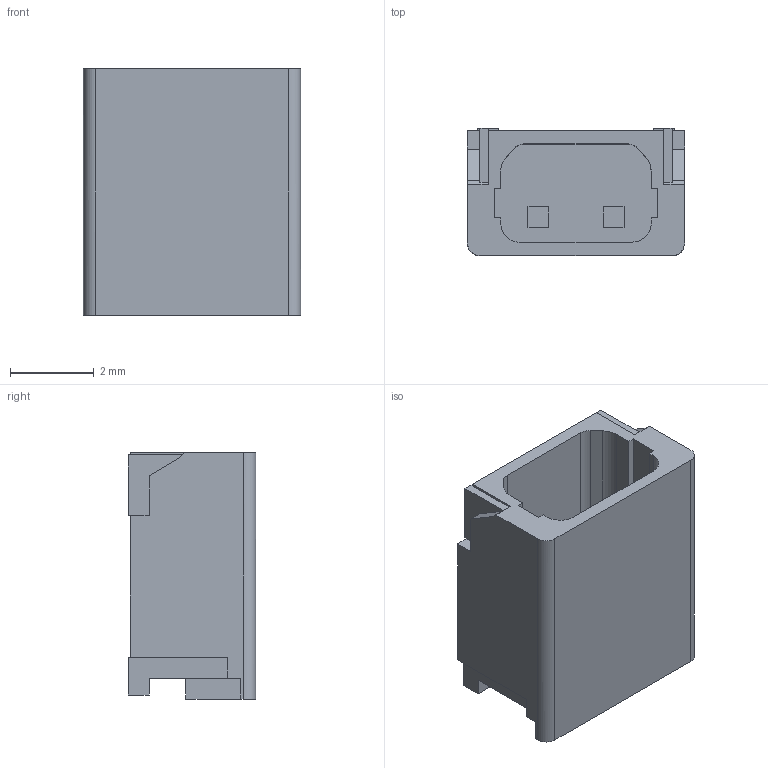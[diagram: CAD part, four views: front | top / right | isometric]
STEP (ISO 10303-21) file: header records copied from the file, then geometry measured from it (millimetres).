
FILE_DESCRIPTION(('FreeCAD Model'),'2;1');
FILE_NAME('SM02B-SFHRS-TF 01.stp','2016-01-27T22:41:21',('FreeCAD'),('FreeCAD'), 'Open CASCADE STEP processor 6.8','FreeCAD','Unknown');
FILE_SCHEMA(('AUTOMOTIVE_DESIGN_CC2 { 1 2 10303 214 -1 1 5 4 }'));
Length unit declared in the file: millimetre
Products named in the file (1): Open CASCADE STEP translator 6.8 378
Bounding box: 5.2 x 3.05 x 5.9 mm (x, y, z)
Volume: 52.4 mm3; surface area: 181.7 mm2
Topology: 1 solids, 1 shells, 89 faces, 244 edges, 160 vertices
Faces by surface type: plane 81, bspline 8
Entity records: 6044 total; most frequent: CARTESIAN_POINT 2618, B_SPLINE_CURVE_WITH_KNOTS 700, ORIENTED_EDGE 488, PCURVE 488, DEFINITIONAL_REPRESENTATION 488, EDGE_CURVE 244, SURFACE_CURVE 244, DIRECTION 164
